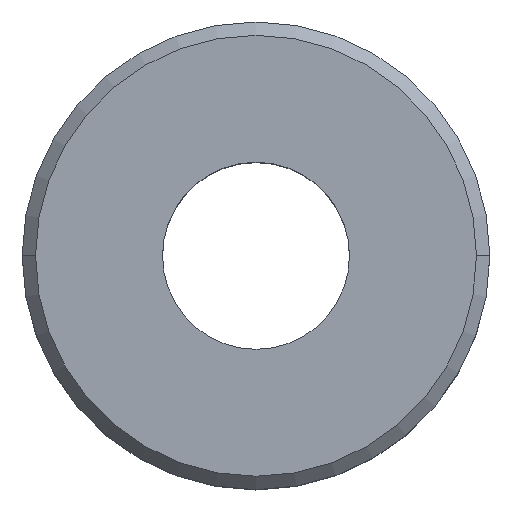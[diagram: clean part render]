
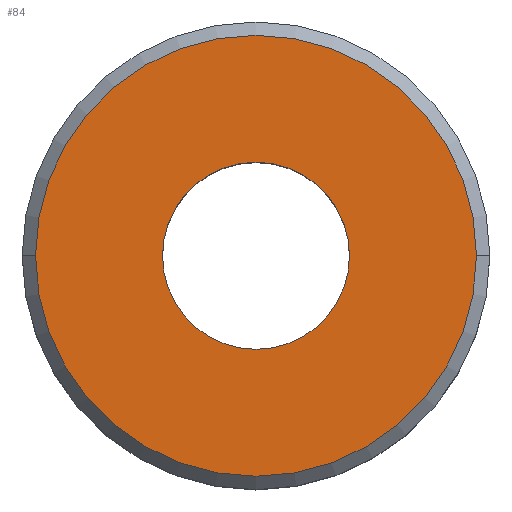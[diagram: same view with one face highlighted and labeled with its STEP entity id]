
A CAD part, top view. The second image highlights one B-rep face of the part: STEP entity #84.
In plain terms, the highlighted planar face has unit normal (0, 0, 1).
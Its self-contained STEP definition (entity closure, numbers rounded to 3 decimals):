
#7 = DIRECTION ( 'NONE',  ( -1., 0., 0. ) ) ;
#25 = CARTESIAN_POINT ( 'NONE',  ( 0., 0., 9.5 ) ) ;
#33 = CARTESIAN_POINT ( 'NONE',  ( 7., 0., 9.5 ) ) ;
#38 = CARTESIAN_POINT ( 'NONE',  ( 0., 0., 9.5 ) ) ;
#42 = CIRCLE ( 'NONE', #196, 16.5 ) ;
#53 = CARTESIAN_POINT ( 'NONE',  ( 16.5, 0., 9.5 ) ) ;
#56 = CIRCLE ( 'NONE', #290, 16.5 ) ;
#74 = CARTESIAN_POINT ( 'NONE',  ( -16.5, 0., 9.5 ) ) ;
#83 = CARTESIAN_POINT ( 'NONE',  ( 0., 0., 9.5 ) ) ;
#84 = ADVANCED_FACE ( 'NONE', ( #152, #117 ), #222, .F. ) ;
#102 = AXIS2_PLACEMENT_3D ( 'NONE', #83, #200, #209 ) ;
#114 = DIRECTION ( 'NONE',  ( 0., 0., 1. ) ) ;
#117 = FACE_OUTER_BOUND ( 'NONE', #337, .T. ) ;
#126 = CIRCLE ( 'NONE', #276, 7. ) ;
#152 = FACE_BOUND ( 'NONE', #321, .T. ) ;
#176 = ORIENTED_EDGE ( 'NONE', *, *, #218, .T. ) ;
#178 = DIRECTION ( 'NONE',  ( 1., 0., 0. ) ) ;
#180 = VERTEX_POINT ( 'NONE', #33 ) ;
#182 = AXIS2_PLACEMENT_3D ( 'NONE', #188, #273, #7 ) ;
#188 = CARTESIAN_POINT ( 'NONE',  ( 0., 7., 9.5 ) ) ;
#193 = EDGE_CURVE ( 'NONE', #341, #309, #42, .T. ) ;
#196 = AXIS2_PLACEMENT_3D ( 'NONE', #25, #230, #178 ) ;
#200 = DIRECTION ( 'NONE',  ( 0., 0., 1. ) ) ;
#204 = EDGE_CURVE ( 'NONE', #180, #269, #126, .T. ) ;
#206 = ORIENTED_EDGE ( 'NONE', *, *, #299, .F. ) ;
#209 = DIRECTION ( 'NONE',  ( 1., 0., 0. ) ) ;
#211 = DIRECTION ( 'NONE',  ( 1., 0., 0. ) ) ;
#218 = EDGE_CURVE ( 'NONE', #309, #341, #56, .T. ) ;
#222 = PLANE ( 'NONE',  #182 ) ;
#230 = DIRECTION ( 'NONE',  ( 0., 0., 1. ) ) ;
#263 = CIRCLE ( 'NONE', #102, 7. ) ;
#269 = VERTEX_POINT ( 'NONE', #289 ) ;
#273 = DIRECTION ( 'NONE',  ( 0., 0., -1. ) ) ;
#274 = ORIENTED_EDGE ( 'NONE', *, *, #193, .T. ) ;
#276 = AXIS2_PLACEMENT_3D ( 'NONE', #327, #319, #315 ) ;
#289 = CARTESIAN_POINT ( 'NONE',  ( -7., 0., 9.5 ) ) ;
#290 = AXIS2_PLACEMENT_3D ( 'NONE', #38, #114, #211 ) ;
#299 = EDGE_CURVE ( 'NONE', #269, #180, #263, .T. ) ;
#309 = VERTEX_POINT ( 'NONE', #53 ) ;
#315 = DIRECTION ( 'NONE',  ( 1., 0., 0. ) ) ;
#319 = DIRECTION ( 'NONE',  ( 0., 0., 1. ) ) ;
#321 = EDGE_LOOP ( 'NONE', ( #346, #206 ) ) ;
#327 = CARTESIAN_POINT ( 'NONE',  ( 0., 0., 9.5 ) ) ;
#337 = EDGE_LOOP ( 'NONE', ( #274, #176 ) ) ;
#341 = VERTEX_POINT ( 'NONE', #74 ) ;
#346 = ORIENTED_EDGE ( 'NONE', *, *, #204, .F. ) ;
